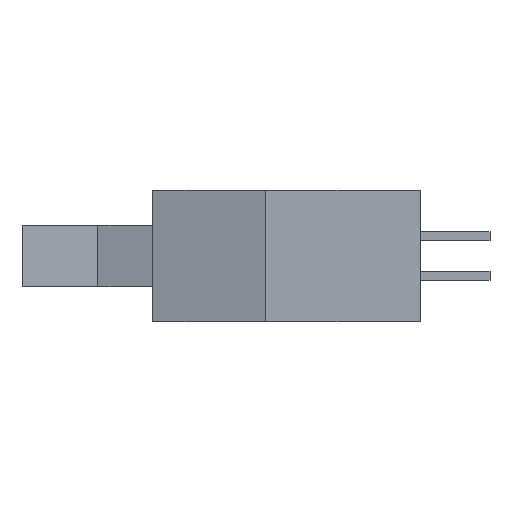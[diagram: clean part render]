
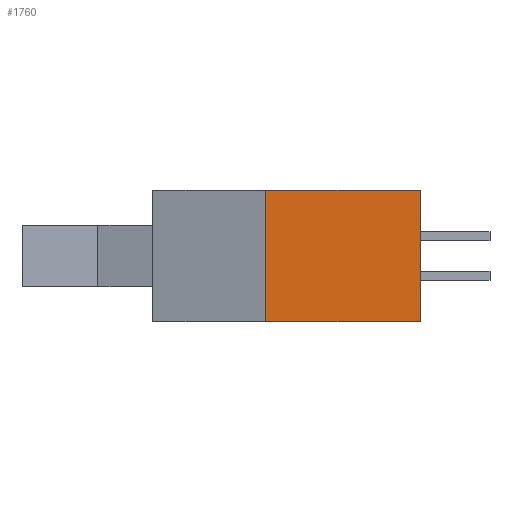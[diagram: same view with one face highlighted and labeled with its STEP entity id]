
A CAD part, left-side view. The second image highlights one B-rep face of the part: STEP entity #1760.
In plain terms, the highlighted planar face has unit normal (-1, 0, 0).
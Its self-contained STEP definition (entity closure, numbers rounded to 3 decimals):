
#1760=ADVANCED_FACE('',(#2372),#2068,.T.);
#2068=PLANE('',#7487);
#2372=FACE_OUTER_BOUND('',#2674,.T.);
#2674=EDGE_LOOP('',(#3744,#3745,#3746,#3747));
#3744=ORIENTED_EDGE('',*,*,#5482,.T.);
#3745=ORIENTED_EDGE('',*,*,#5483,.T.);
#3746=ORIENTED_EDGE('',*,*,#5484,.T.);
#3747=ORIENTED_EDGE('',*,*,#5479,.F.);
#4773=VERTEX_POINT('',#10196);
#4774=VERTEX_POINT('',#10198);
#4776=VERTEX_POINT('',#10204);
#4777=VERTEX_POINT('',#10206);
#5479=EDGE_CURVE('',#4773,#4774,#6264,.T.);
#5482=EDGE_CURVE('',#4773,#4776,#6267,.T.);
#5483=EDGE_CURVE('',#4776,#4777,#6268,.T.);
#5484=EDGE_CURVE('',#4777,#4774,#6269,.T.);
#6264=LINE('',#10197,#7041);
#6267=LINE('',#10203,#7044);
#6268=LINE('',#10205,#7045);
#6269=LINE('',#10207,#7046);
#7041=VECTOR('',#8617,1.);
#7044=VECTOR('',#8622,1.);
#7045=VECTOR('',#8623,1.);
#7046=VECTOR('',#8624,1.);
#7487=AXIS2_PLACEMENT_3D('',#10208,#8625,#8626);
#8617=DIRECTION('',(0.,0.,1.));
#8622=DIRECTION('',(0.,-1.,0.));
#8623=DIRECTION('',(0.,0.,1.));
#8624=DIRECTION('',(0.,1.,0.));
#8625=DIRECTION('',(-1.,0.,0.));
#8626=DIRECTION('',(0.,-1.,0.));
#10196=CARTESIAN_POINT('',(-31.573,12.59,0.));
#10197=CARTESIAN_POINT('',(-31.573,12.59,0.));
#10198=CARTESIAN_POINT('',(-31.573,12.59,8.5));
#10203=CARTESIAN_POINT('',(-31.573,12.59,0.));
#10204=CARTESIAN_POINT('',(-31.573,2.59,0.));
#10205=CARTESIAN_POINT('',(-31.573,2.59,0.));
#10206=CARTESIAN_POINT('',(-31.573,2.59,8.5));
#10207=CARTESIAN_POINT('',(-31.573,2.59,8.5));
#10208=CARTESIAN_POINT('',(-31.573,12.59,0.));
